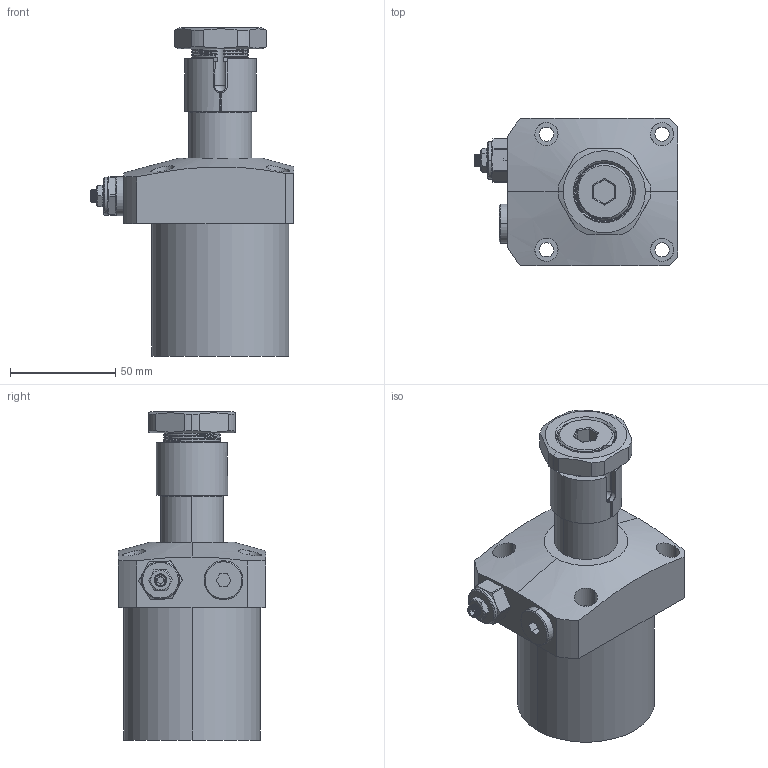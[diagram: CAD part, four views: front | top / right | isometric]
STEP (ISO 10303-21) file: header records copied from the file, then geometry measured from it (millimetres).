
FILE_DESCRIPTION (( 'STEP AP203' ), '1' );
FILE_NAME ('CHA-065SRx90C.STEP', '2019-12-06T08:53:27', ( '' ), ( '' ), 'SwSTEP 2.0', 'SolidWorks 2017', '' );
FILE_SCHEMA (( 'CONFIG_CONTROL_DESIGN' ));
Length unit declared in the file: millimetre
Products named in the file (12): 20粟銅蹟譫; CHA-065蹟譫_1; CHA-065SRx90C; hex thin nuts-grades ab-chamfered gb(GB_FASTENER_NUT_STNAB M6-S); CHA-065掛极; CHA-065S袪杶; CZL20覃厒概; CHA-065S活塞杆; 20概极; 20覃厒裝; G1-4黑芛; 20概郋
Assembly tree (11 placements, depth 3):
  CHA-065SRx90C
    CHA-065掛极
    CHA-065S活塞杆
    CHA-065S袪杶
    G1-4黑芛
    CZL20覃厒概
      20概极
      20概郋
      20粟銅蹟譫
      20覃厒裝
      hex thin nuts-grades ab-chamfered gb(GB_FASTENER_NUT_STNAB M6-S)
    CHA-065蹟譫_1
Bounding box: 96.9 x 70 x 156 mm (x, y, z)
Volume: 376858.9 mm3; surface area: 74339.5 mm2
Topology: 11 solids, 11 shells, 607 faces, 1615 edges, 1045 vertices
Faces by surface type: cylinder 257, plane 131, bspline 121, cone 88, torus 10
Entity records: 59833 total; most frequent: CARTESIAN_POINT 45405, ORIENTED_EDGE 3222, DIRECTION 2160, EDGE_CURVE 1611, VERTEX_POINT 1045, AXIS2_PLACEMENT_3D 820, EDGE_LOOP 662, ADVANCED_FACE 607
